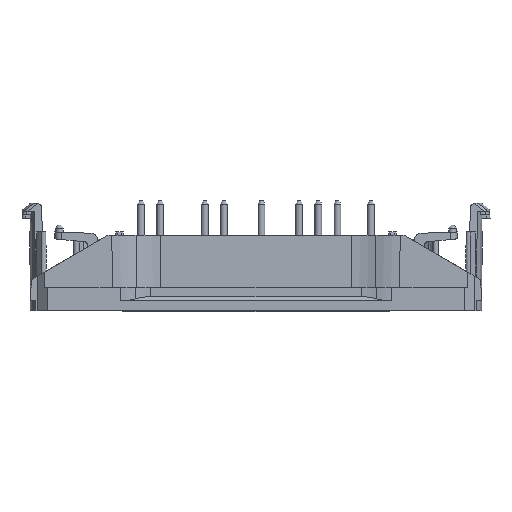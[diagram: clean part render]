
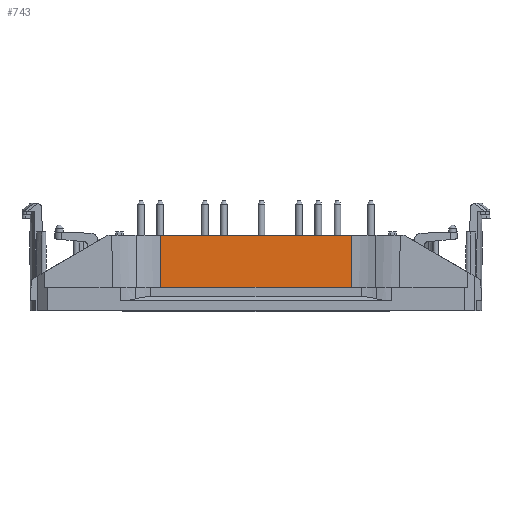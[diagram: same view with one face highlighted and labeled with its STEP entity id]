
A CAD part, front view. The second image highlights one B-rep face of the part: STEP entity #743.
In plain terms, the highlighted planar face has unit normal (0, -1, 0.026).
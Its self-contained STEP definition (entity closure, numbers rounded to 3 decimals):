
#743 = ADVANCED_FACE( '', ( #1856 ), #1857, .T. );
#1856 = FACE_OUTER_BOUND( '', #3323, .T. );
#1857 = PLANE( '', #3324 );
#3323 = EDGE_LOOP( '', ( #5672, #5673, #5674, #5675 ) );
#3324 = AXIS2_PLACEMENT_3D( '', #5676, #5677, #5678 );
#5672 = ORIENTED_EDGE( '', *, *, #8572, .T. );
#5673 = ORIENTED_EDGE( '', *, *, #9224, .F. );
#5674 = ORIENTED_EDGE( '', *, *, #9032, .F. );
#5675 = ORIENTED_EDGE( '', *, *, #9225, .T. );
#5676 = CARTESIAN_POINT( '', ( 0., -14.5, 1.15 ) );
#5677 = DIRECTION( '', ( 0., -1., 0.026 ) );
#5678 = DIRECTION( '', ( 0., -0.026, -1. ) );
#8572 = EDGE_CURVE( '', #10306, #10304, #10307, .T. );
#9032 = EDGE_CURVE( '', #11102, #11104, #11105, .T. );
#9224 = EDGE_CURVE( '', #11104, #10304, #11390, .F. );
#9225 = EDGE_CURVE( '', #11102, #10306, #11391, .F. );
#10304 = VERTEX_POINT( '', #12717 );
#10306 = VERTEX_POINT( '', #12719 );
#10307 = LINE( '', #12720, #12721 );
#11102 = VERTEX_POINT( '', #13859 );
#11104 = VERTEX_POINT( '', #13861 );
#11105 = LINE( '', #13862, #13863 );
#11390 = LINE( '', #14251, #14252 );
#11391 = LINE( '', #14253, #14254 );
#12717 = CARTESIAN_POINT( '', ( -13.977, -14.242, 11. ) );
#12719 = CARTESIAN_POINT( '', ( 13.977, -14.242, 11. ) );
#12720 = CARTESIAN_POINT( '', ( 0., -14.242, 11. ) );
#12721 = VECTOR( '', #15940, 1000. );
#13859 = CARTESIAN_POINT( '', ( 13.895, -14.441, 3.4 ) );
#13861 = CARTESIAN_POINT( '', ( -13.895, -14.441, 3.4 ) );
#13862 = CARTESIAN_POINT( '', ( 0., -14.441, 3.4 ) );
#13863 = VECTOR( '', #16529, 1000. );
#14251 = CARTESIAN_POINT( '', ( -13.978, -14.241, 11.039 ) );
#14252 = VECTOR( '', #16782, 1000. );
#14253 = CARTESIAN_POINT( '', ( 13.978, -14.241, 11.039 ) );
#14254 = VECTOR( '', #16783, 1000. );
#15940 = DIRECTION( '', ( -1., 0., 0. ) );
#16529 = DIRECTION( '', ( -1., 0., 0. ) );
#16782 = DIRECTION( '', ( 0.011, -0.026, -1. ) );
#16783 = DIRECTION( '', ( -0.011, -0.026, -1. ) );
